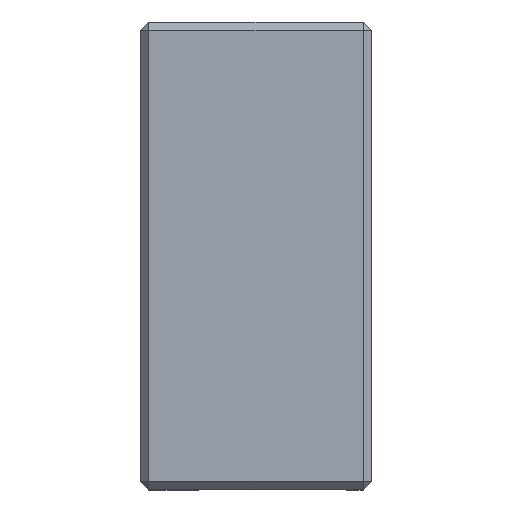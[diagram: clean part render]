
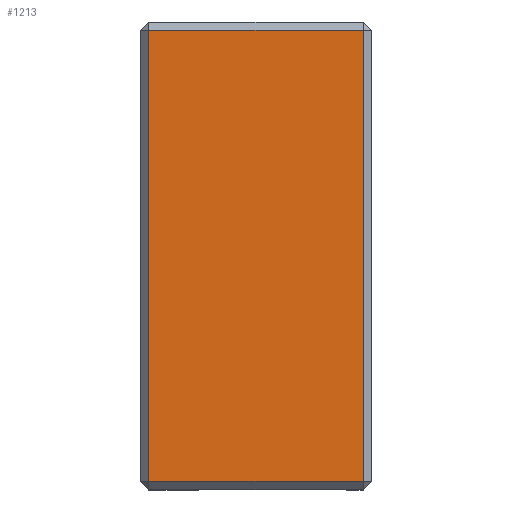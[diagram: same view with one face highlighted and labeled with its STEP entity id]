
A CAD part, top view. The second image highlights one B-rep face of the part: STEP entity #1213.
In plain terms, the highlighted planar face has unit normal (0, 0, 1).
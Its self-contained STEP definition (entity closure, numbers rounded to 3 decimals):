
#15 = EDGE_CURVE ( 'NONE', #1528, #1476, #459, .T. ) ;
#32 = LINE ( 'NONE', #764, #563 ) ;
#55 = VECTOR ( 'NONE', #548, 1000. ) ;
#186 = EDGE_CURVE ( 'NONE', #1744, #1528, #393, .T. ) ;
#218 = CARTESIAN_POINT ( 'NONE',  ( -15.05, -27.5, 0. ) ) ;
#334 = CARTESIAN_POINT ( 'NONE',  ( 12.05, -27.5, 0. ) ) ;
#365 = DIRECTION ( 'NONE',  ( 0., 1., 0. ) ) ;
#377 = VECTOR ( 'NONE', #365, 1000. ) ;
#390 = FACE_OUTER_BOUND ( 'NONE', #743, .T. ) ;
#393 = LINE ( 'NONE', #964, #55 ) ;
#459 = LINE ( 'NONE', #334, #523 ) ;
#523 = VECTOR ( 'NONE', #895, 1000. ) ;
#548 = DIRECTION ( 'NONE',  ( 0., -1., 0. ) ) ;
#563 = VECTOR ( 'NONE', #894, 1000. ) ;
#695 = ORIENTED_EDGE ( 'NONE', *, *, #15, .T. ) ;
#696 = DIRECTION ( 'NONE',  ( 0., 0., -1. ) ) ;
#743 = EDGE_LOOP ( 'NONE', ( #1122, #929, #1415, #695 ) ) ;
#764 = CARTESIAN_POINT ( 'NONE',  ( -16.05, 27.5, 0. ) ) ;
#891 = CARTESIAN_POINT ( 'NONE',  ( 11.05, 27.5, 0. ) ) ;
#894 = DIRECTION ( 'NONE',  ( -1., 0., 0. ) ) ;
#895 = DIRECTION ( 'NONE',  ( 1., 0., 0. ) ) ;
#929 = ORIENTED_EDGE ( 'NONE', *, *, #1746, .T. ) ;
#946 = CARTESIAN_POINT ( 'NONE',  ( 11.05, 28.5, 0. ) ) ;
#959 = VERTEX_POINT ( 'NONE', #891 ) ;
#962 = PLANE ( 'NONE',  #1041 ) ;
#964 = CARTESIAN_POINT ( 'NONE',  ( -15.05, 0., 0. ) ) ;
#1041 = AXIS2_PLACEMENT_3D ( 'NONE', #1546, #696, #1838 ) ;
#1122 = ORIENTED_EDGE ( 'NONE', *, *, #1879, .T. ) ;
#1213 = ADVANCED_FACE ( 'NONE', ( #390 ), #962, .F. ) ;
#1415 = ORIENTED_EDGE ( 'NONE', *, *, #186, .T. ) ;
#1476 = VERTEX_POINT ( 'NONE', #1644 ) ;
#1528 = VERTEX_POINT ( 'NONE', #218 ) ;
#1546 = CARTESIAN_POINT ( 'NONE',  ( 0., 0., 0. ) ) ;
#1644 = CARTESIAN_POINT ( 'NONE',  ( 11.05, -27.5, 0. ) ) ;
#1667 = LINE ( 'NONE', #946, #377 ) ;
#1740 = CARTESIAN_POINT ( 'NONE',  ( -15.05, 27.5, 0. ) ) ;
#1744 = VERTEX_POINT ( 'NONE', #1740 ) ;
#1746 = EDGE_CURVE ( 'NONE', #959, #1744, #32, .T. ) ;
#1838 = DIRECTION ( 'NONE',  ( -1., 0., 0. ) ) ;
#1879 = EDGE_CURVE ( 'NONE', #1476, #959, #1667, .T. ) ;
